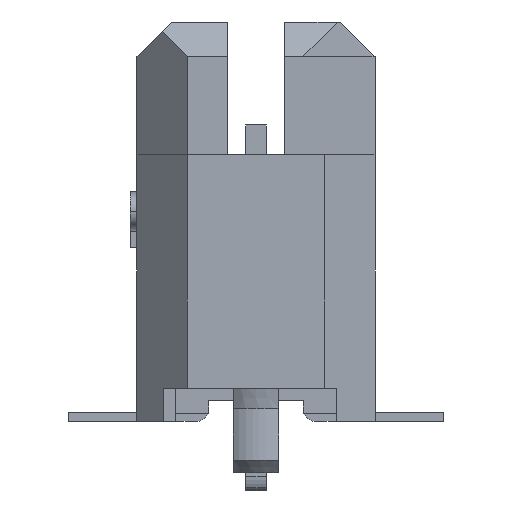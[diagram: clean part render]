
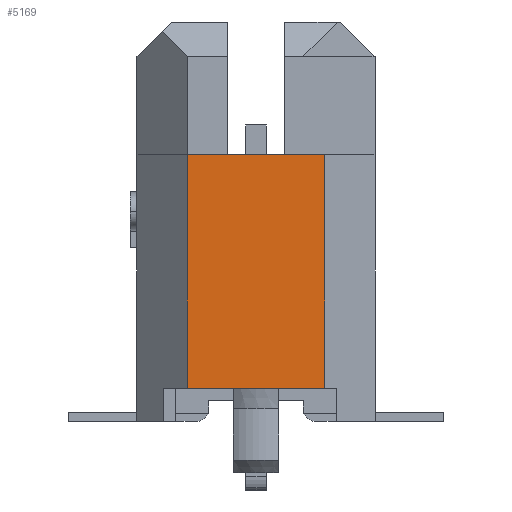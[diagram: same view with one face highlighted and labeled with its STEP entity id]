
A CAD part, left-side view. The second image highlights one B-rep face of the part: STEP entity #5169.
In plain terms, the highlighted planar face has unit normal (-1, 0, 0).
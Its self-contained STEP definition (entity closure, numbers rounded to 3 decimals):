
#4544=CARTESIAN_POINT('',(-25.4,-1.524,0.737));
#4545=VERTEX_POINT('',#4544);
#4552=CARTESIAN_POINT('',(-25.4,1.524,0.737));
#4553=VERTEX_POINT('',#4552);
#4554=CARTESIAN_POINT('',(-25.4,-1.524,0.737));
#4555=DIRECTION('',(0.0,1.0,0.0));
#4556=VECTOR('',#4555,3.048);
#4557=LINE('',#4554,#4556);
#4558=EDGE_CURVE('',#4545,#4553,#4557,.T.);
#5127=CARTESIAN_POINT('',(-25.4,-1.524,5.918));
#5128=VERTEX_POINT('',#5127);
#5135=CARTESIAN_POINT('',(-25.4,-1.524,0.737));
#5136=DIRECTION('',(0.0,0.0,1.0));
#5137=VECTOR('',#5136,5.182);
#5138=LINE('',#5135,#5137);
#5139=EDGE_CURVE('',#4545,#5128,#5138,.T.);
#5146=CARTESIAN_POINT('',(-25.4,-1.676,6.177));
#5147=DIRECTION('',(-1.0,0.0,0.0));
#5148=DIRECTION('',(0.0,0.0,-1.0));
#5149=AXIS2_PLACEMENT_3D('',#5146,#5147,#5148);
#5150=PLANE('',#5149);
#5151=ORIENTED_EDGE('',*,*,#5139,.T.);
#5152=CARTESIAN_POINT('',(-25.4,1.524,5.918));
#5153=VERTEX_POINT('',#5152);
#5154=CARTESIAN_POINT('',(-25.4,-1.524,5.918));
#5155=DIRECTION('',(0.0,1.0,0.0));
#5156=VECTOR('',#5155,3.048);
#5157=LINE('',#5154,#5156);
#5158=EDGE_CURVE('',#5128,#5153,#5157,.T.);
#5159=ORIENTED_EDGE('',*,*,#5158,.T.);
#5160=CARTESIAN_POINT('',(-25.4,1.524,0.737));
#5161=DIRECTION('',(0.0,0.0,1.0));
#5162=VECTOR('',#5161,5.182);
#5163=LINE('',#5160,#5162);
#5164=EDGE_CURVE('',#4553,#5153,#5163,.T.);
#5165=ORIENTED_EDGE('',*,*,#5164,.F.);
#5166=ORIENTED_EDGE('',*,*,#4558,.F.);
#5167=EDGE_LOOP('',(#5151,#5159,#5165,#5166));
#5168=FACE_OUTER_BOUND('',#5167,.T.);
#5169=ADVANCED_FACE('',(#5168),#5150,.T.);
